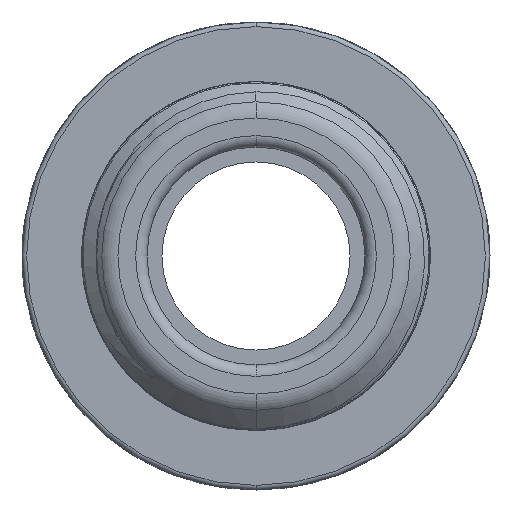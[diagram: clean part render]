
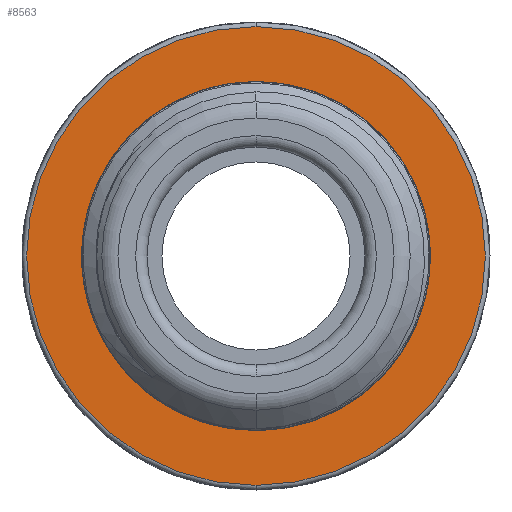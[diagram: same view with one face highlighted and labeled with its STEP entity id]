
A CAD part, front view. The second image highlights one B-rep face of the part: STEP entity #8563.
In plain terms, the highlighted planar face has unit normal (0, -1, 0).
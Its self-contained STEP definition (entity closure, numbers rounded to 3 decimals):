
#109 = CARTESIAN_POINT ( 'NONE',  ( -3.101, -11.3, -6.958 ) ) ;
#398 = CARTESIAN_POINT ( 'NONE',  ( 0.416, -11.3, -7.589 ) ) ;
#610 = VERTEX_POINT ( 'NONE', #18686 ) ;
#1207 = AXIS2_PLACEMENT_3D ( 'NONE', #18211, #21499, #21611 ) ;
#1343 = DIRECTION ( 'NONE',  ( 0., 0., 1. ) ) ;
#1376 = ORIENTED_EDGE ( 'NONE', *, *, #19838, .T. ) ;
#1433 = ORIENTED_EDGE ( 'NONE', *, *, #5537, .T. ) ;
#1584 = CARTESIAN_POINT ( 'NONE',  ( -7.391, -11.3, -1.789 ) ) ;
#1926 = CARTESIAN_POINT ( 'NONE',  ( -7.6, -11.3, -0.519 ) ) ;
#2154 = EDGE_CURVE ( 'NONE', #7685, #4136, #22140, .T. ) ;
#2408 = CARTESIAN_POINT ( 'NONE',  ( 0.485, -11.3, -7.576 ) ) ;
#3169 = DIRECTION ( 'NONE',  ( 0., 0., 1. ) ) ;
#3293 = CARTESIAN_POINT ( 'NONE',  ( -7.6, -11.3, 0. ) ) ;
#3623 = CARTESIAN_POINT ( 'NONE',  ( -1.627, -11.3, -7.428 ) ) ;
#4136 = VERTEX_POINT ( 'NONE', #20729 ) ;
#4232 = CARTESIAN_POINT ( 'NONE',  ( 0., -11.3, 0. ) ) ;
#4589 = CARTESIAN_POINT ( 'NONE',  ( 0.416, -11.3, -7.589 ) ) ;
#4647 = PLANE ( 'NONE',  #17908 ) ;
#4998 = CARTESIAN_POINT ( 'NONE',  ( -5.037, -11.3, -5.697 ) ) ;
#5024 = CARTESIAN_POINT ( 'NONE',  ( 0., -11.3, 7.6 ) ) ;
#5050 = VERTEX_POINT ( 'NONE', #21009 ) ;
#5107 = CARTESIAN_POINT ( 'NONE',  ( -2.377, -11.3, -7.223 ) ) ;
#5337 = EDGE_CURVE ( 'NONE', #610, #5050, #12752, .T. ) ;
#5442 = CARTESIAN_POINT ( 'NONE',  ( -7.08, -11.3, -2.775 ) ) ;
#5537 = EDGE_CURVE ( 'NONE', #5050, #610, #18133, .T. ) ;
#5650 = CARTESIAN_POINT ( 'NONE',  ( 2.714, -11.3, -7.099 ) ) ;
#6597 = EDGE_CURVE ( 'NONE', #7685, #11751, #13070, .T. ) ;
#6805 = CARTESIAN_POINT ( 'NONE',  ( 0., -11.3, 0. ) ) ;
#6923 = CARTESIAN_POINT ( 'NONE',  ( -0.102, -11.3, -7.617 ) ) ;
#7043 = CARTESIAN_POINT ( 'NONE',  ( -3.562, -11.3, -6.733 ) ) ;
#7685 = VERTEX_POINT ( 'NONE', #5650 ) ;
#8105 = CIRCLE ( 'NONE', #1207, 7.6 ) ;
#8160 = DIRECTION ( 'NONE',  ( 0., 1., 0. ) ) ;
#8463 = ORIENTED_EDGE ( 'NONE', *, *, #5337, .T. ) ;
#8512 = CARTESIAN_POINT ( 'NONE',  ( -7.547, -11.3, -1.032 ) ) ;
#8563 = ADVANCED_FACE ( 'NONE', ( #20502, #10306 ), #4647, .F. ) ;
#8967 = DIRECTION ( 'NONE',  ( 0., 0., -1. ) ) ;
#9320 = CARTESIAN_POINT ( 'NONE',  ( -0.492, -11.3, -7.557 ) ) ;
#10203 = CARTESIAN_POINT ( 'NONE',  ( -5.595, -11.3, -5.169 ) ) ;
#10213 = EDGE_CURVE ( 'NONE', #15284, #4136, #20407, .T. ) ;
#10306 = FACE_BOUND ( 'NONE', #20794, .T. ) ;
#10542 = CARTESIAN_POINT ( 'NONE',  ( 0.416, -11.3, -7.589 ) ) ;
#11026 = CARTESIAN_POINT ( 'NONE',  ( 2.714, -11.3, -7.099 ) ) ;
#11144 = DIRECTION ( 'NONE',  ( 0., -1., 0. ) ) ;
#11265 = CARTESIAN_POINT ( 'NONE',  ( -0.107, -11.3, -7.599 ) ) ;
#11505 = ORIENTED_EDGE ( 'NONE', *, *, #6597, .F. ) ;
#11550 = DIRECTION ( 'NONE',  ( 0., 0., 1. ) ) ;
#11751 = VERTEX_POINT ( 'NONE', #5024 ) ;
#12135 = CARTESIAN_POINT ( 'NONE',  ( -6.526, -11.3, -3.929 ) ) ;
#12160 = VERTEX_POINT ( 'NONE', #3293 ) ;
#12752 = CIRCLE ( 'NONE', #18540, 10. ) ;
#12869 = ORIENTED_EDGE ( 'NONE', *, *, #19039, .F. ) ;
#13070 = CIRCLE ( 'NONE', #16320, 7.6 ) ;
#13612 = CARTESIAN_POINT ( 'NONE',  ( -1.375, -11.3, -7.479 ) ) ;
#13811 = B_SPLINE_CURVE_WITH_KNOTS ( 'NONE', 3,
 ( #10542, #6923, #13833, #13612, #3623, #18804, #5107, #109, #7043, #17226, #20516, #17108, #4998, #10203, #20964, #12135, #15534, #5442, #13950, #17443, #1584, #8512, #1926, #15425 ),
 .UNSPECIFIED., .F., .F.,
 ( 4, 2, 2, 2, 2, 2, 2, 2, 2, 2, 2, 4 ),
 ( 0., 0.002, 0.002, 0.003, 0.005, 0.005, 0.006, 0.008, 0.009, 0.01, 0.011, 0.012 ),
 .UNSPECIFIED. ) ;
#13833 = CARTESIAN_POINT ( 'NONE',  ( -0.615, -11.3, -7.592 ) ) ;
#13950 = CARTESIAN_POINT ( 'NONE',  ( -7.17, -11.3, -2.534 ) ) ;
#14865 = CARTESIAN_POINT ( 'NONE',  ( 2.101, -11.3, -7.333 ) ) ;
#15284 = VERTEX_POINT ( 'NONE', #398 ) ;
#15425 = CARTESIAN_POINT ( 'NONE',  ( -7.6, -11.3, 0. ) ) ;
#15534 = CARTESIAN_POINT ( 'NONE',  ( -6.776, -11.3, -3.481 ) ) ;
#15977 = DIRECTION ( 'NONE',  ( 0., -1., 0. ) ) ;
#16222 = CARTESIAN_POINT ( 'NONE',  ( -1.142, -11.3, -7.46 ) ) ;
#16320 = AXIS2_PLACEMENT_3D ( 'NONE', #17236, #15977, #8967 ) ;
#16871 = CARTESIAN_POINT ( 'NONE',  ( 0., -11.3, 0. ) ) ;
#17108 = CARTESIAN_POINT ( 'NONE',  ( -4.842, -11.3, -5.864 ) ) ;
#17226 = CARTESIAN_POINT ( 'NONE',  ( -4.218, -11.3, -6.327 ) ) ;
#17236 = CARTESIAN_POINT ( 'NONE',  ( 0., -11.3, 0. ) ) ;
#17324 = DIRECTION ( 'NONE',  ( 0., -1., 0. ) ) ;
#17410 = AXIS2_PLACEMENT_3D ( 'NONE', #16871, #17324, #1343 ) ;
#17443 = CARTESIAN_POINT ( 'NONE',  ( -7.325, -11.3, -2.041 ) ) ;
#17908 = AXIS2_PLACEMENT_3D ( 'NONE', #6805, #8160, #11550 ) ;
#17932 = CARTESIAN_POINT ( 'NONE',  ( 1.456, -11.3, -7.484 ) ) ;
#18037 = CARTESIAN_POINT ( 'NONE',  ( 0.16, -11.3, -7.584 ) ) ;
#18133 = CIRCLE ( 'NONE', #17410, 10. ) ;
#18211 = CARTESIAN_POINT ( 'NONE',  ( 0., -11.3, 0. ) ) ;
#18540 = AXIS2_PLACEMENT_3D ( 'NONE', #4232, #11144, #3169 ) ;
#18686 = CARTESIAN_POINT ( 'NONE',  ( 0., -11.3, -10. ) ) ;
#18804 = CARTESIAN_POINT ( 'NONE',  ( -2.128, -11.3, -7.301 ) ) ;
#19039 = EDGE_CURVE ( 'NONE', #11751, #12160, #8105, .T. ) ;
#19051 = ORIENTED_EDGE ( 'NONE', *, *, #10213, .F. ) ;
#19737 = CARTESIAN_POINT ( 'NONE',  ( -0.819, -11.3, -7.521 ) ) ;
#19838 = EDGE_CURVE ( 'NONE', #15284, #12160, #13811, .T. ) ;
#19977 = CARTESIAN_POINT ( 'NONE',  ( -1.142, -11.3, -7.46 ) ) ;
#20407 = B_SPLINE_CURVE_WITH_KNOTS ( 'NONE', 3,
 ( #4589, #11265, #21688, #19977 ),
 .UNSPECIFIED., .F., .F.,
 ( 4, 4 ),
 ( 0., 0.002 ),
 .UNSPECIFIED. ) ;
#20486 = ORIENTED_EDGE ( 'NONE', *, *, #2154, .T. ) ;
#20502 = FACE_OUTER_BOUND ( 'NONE', #21408, .T. ) ;
#20516 = CARTESIAN_POINT ( 'NONE',  ( -4.433, -11.3, -6.179 ) ) ;
#20729 = CARTESIAN_POINT ( 'NONE',  ( -1.142, -11.3, -7.46 ) ) ;
#20794 = EDGE_LOOP ( 'NONE', ( #11505, #20486, #19051, #1376, #12869 ) ) ;
#20964 = CARTESIAN_POINT ( 'NONE',  ( -5.931, -11.3, -4.78 ) ) ;
#21009 = CARTESIAN_POINT ( 'NONE',  ( 0., -11.3, 10. ) ) ;
#21408 = EDGE_LOOP ( 'NONE', ( #1433, #8463 ) ) ;
#21499 = DIRECTION ( 'NONE',  ( 0., -1., 0. ) ) ;
#21611 = DIRECTION ( 'NONE',  ( 0., 0., -1. ) ) ;
#21688 = CARTESIAN_POINT ( 'NONE',  ( -0.627, -11.3, -7.557 ) ) ;
#22140 = B_SPLINE_CURVE_WITH_KNOTS ( 'NONE', 3,
 ( #11026, #14865, #17932, #2408, #18037, #9320, #19737, #16222 ),
 .UNSPECIFIED., .F., .F.,
 ( 4, 2, 2, 4 ),
 ( 0., 0.002, 0.003, 0.004 ),
 .UNSPECIFIED. ) ;
